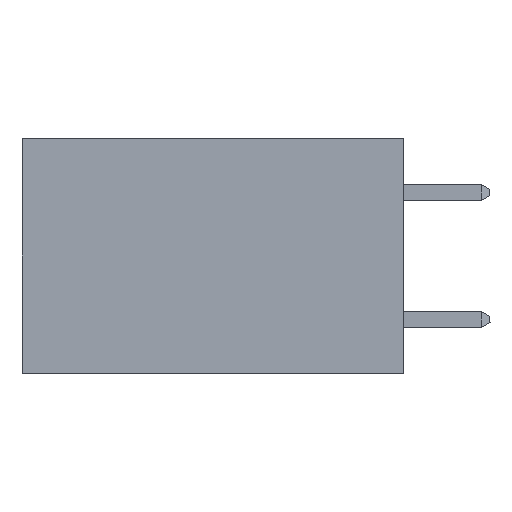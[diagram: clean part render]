
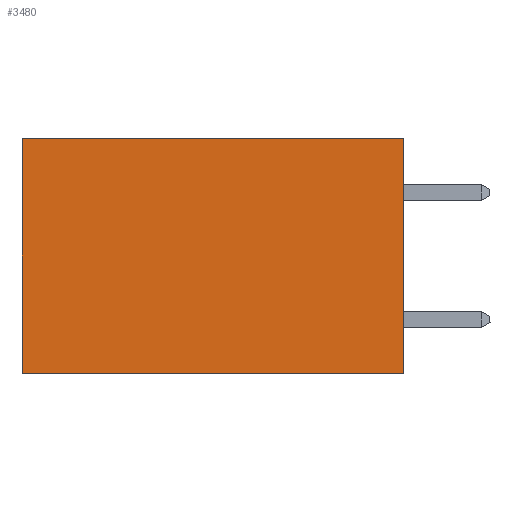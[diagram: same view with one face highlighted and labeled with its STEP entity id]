
A CAD part, left-side view. The second image highlights one B-rep face of the part: STEP entity #3480.
In plain terms, the highlighted planar face has unit normal (-1, 0, 0).
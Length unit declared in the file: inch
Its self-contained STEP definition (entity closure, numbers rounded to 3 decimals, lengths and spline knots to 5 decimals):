
#372 = VERTEX_POINT ( 'NONE', #12709 ) ;
#471 = EDGE_LOOP ( 'NONE', ( #17695, #6939, #9411, #5280 ) ) ;
#1389 = DIRECTION ( 'NONE',  ( 1., 0., 0. ) ) ;
#1615 = CARTESIAN_POINT ( 'NONE',  ( 0.2875, 0., 0. ) ) ;
#3480 = ADVANCED_FACE ( 'NONE', ( #19994 ), #6266, .F. ) ;
#3816 = DIRECTION ( 'NONE',  ( 0., 0., -1. ) ) ;
#4725 = DIRECTION ( 'NONE',  ( 0., 1., 0. ) ) ;
#5011 = LINE ( 'NONE', #1615, #29327 ) ;
#5280 = ORIENTED_EDGE ( 'NONE', *, *, #6789, .T. ) ;
#5303 = VERTEX_POINT ( 'NONE', #17913 ) ;
#6266 = PLANE ( 'NONE',  #8064 ) ;
#6789 = EDGE_CURVE ( 'NONE', #7594, #29301, #5011, .T. ) ;
#6939 = ORIENTED_EDGE ( 'NONE', *, *, #7302, .F. ) ;
#6989 = LINE ( 'NONE', #30105, #16274 ) ;
#7302 = EDGE_CURVE ( 'NONE', #372, #5303, #9282, .T. ) ;
#7594 = VERTEX_POINT ( 'NONE', #12944 ) ;
#8064 = AXIS2_PLACEMENT_3D ( 'NONE', #25015, #1389, #18078 ) ;
#9282 = LINE ( 'NONE', #20342, #29695 ) ;
#9411 = ORIENTED_EDGE ( 'NONE', *, *, #21250, .F. ) ;
#10764 = EDGE_CURVE ( 'NONE', #29301, #5303, #6989, .T. ) ;
#12025 = LINE ( 'NONE', #21040, #23849 ) ;
#12709 = CARTESIAN_POINT ( 'NONE',  ( 0.2875, 0., -0.37 ) ) ;
#12944 = CARTESIAN_POINT ( 'NONE',  ( 0.2875, 0., 0. ) ) ;
#14172 = DIRECTION ( 'NONE',  ( 0., 0., -1. ) ) ;
#16274 = VECTOR ( 'NONE', #3816, 39.37008 ) ;
#17695 = ORIENTED_EDGE ( 'NONE', *, *, #10764, .T. ) ;
#17913 = CARTESIAN_POINT ( 'NONE',  ( 0.2875, 0.6, -0.37 ) ) ;
#18078 = DIRECTION ( 'NONE',  ( 0., 0., -1. ) ) ;
#18315 = DIRECTION ( 'NONE',  ( 0., 1., 0. ) ) ;
#19994 = FACE_OUTER_BOUND ( 'NONE', #471, .T. ) ;
#20342 = CARTESIAN_POINT ( 'NONE',  ( 0.2875, 0., -0.37 ) ) ;
#21040 = CARTESIAN_POINT ( 'NONE',  ( 0.2875, 0., 0. ) ) ;
#21250 = EDGE_CURVE ( 'NONE', #7594, #372, #12025, .T. ) ;
#23849 = VECTOR ( 'NONE', #14172, 39.37008 ) ;
#25015 = CARTESIAN_POINT ( 'NONE',  ( 0.2875, 0., 0. ) ) ;
#26848 = CARTESIAN_POINT ( 'NONE',  ( 0.2875, 0.6, 0. ) ) ;
#29301 = VERTEX_POINT ( 'NONE', #26848 ) ;
#29327 = VECTOR ( 'NONE', #18315, 39.37008 ) ;
#29695 = VECTOR ( 'NONE', #4725, 39.37008 ) ;
#30105 = CARTESIAN_POINT ( 'NONE',  ( 0.2875, 0.6, 0. ) ) ;
